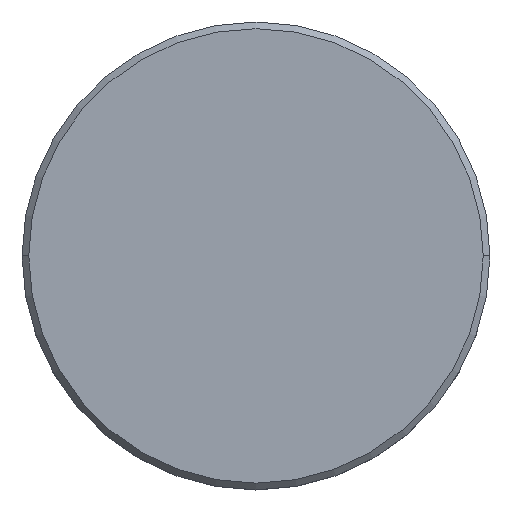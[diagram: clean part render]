
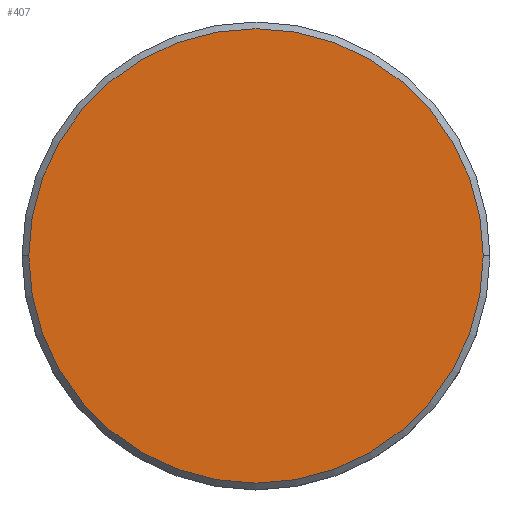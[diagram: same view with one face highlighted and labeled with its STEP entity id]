
A CAD part, top view. The second image highlights one B-rep face of the part: STEP entity #407.
In plain terms, the highlighted planar face has unit normal (0, 0, 1).
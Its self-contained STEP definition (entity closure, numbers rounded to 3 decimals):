
#27 = CARTESIAN_POINT ( 'NONE',  ( 0., 0., 0. ) ) ;
#35 = EDGE_CURVE ( 'NONE', #188, #667, #254, .T. ) ;
#76 = AXIS2_PLACEMENT_3D ( 'NONE', #27, #398, #748 ) ;
#153 = CARTESIAN_POINT ( 'NONE',  ( 0., 0., 0. ) ) ;
#188 = VERTEX_POINT ( 'NONE', #628 ) ;
#210 = FACE_OUTER_BOUND ( 'NONE', #858, .T. ) ;
#254 = CIRCLE ( 'NONE', #611, 17. ) ;
#301 = PLANE ( 'NONE',  #650 ) ;
#313 = DIRECTION ( 'NONE',  ( 0., 0., 1. ) ) ;
#398 = DIRECTION ( 'NONE',  ( 0., 0., 1. ) ) ;
#407 = ADVANCED_FACE ( 'NONE', ( #210 ), #301, .T. ) ;
#571 = CARTESIAN_POINT ( 'NONE',  ( 0., 0., 0. ) ) ;
#611 = AXIS2_PLACEMENT_3D ( 'NONE', #153, #1050, #961 ) ;
#628 = CARTESIAN_POINT ( 'NONE',  ( 17., 0., 0. ) ) ;
#629 = CIRCLE ( 'NONE', #76, 17. ) ;
#635 = CARTESIAN_POINT ( 'NONE',  ( -17., 0., 0. ) ) ;
#650 = AXIS2_PLACEMENT_3D ( 'NONE', #571, #313, #935 ) ;
#653 = ORIENTED_EDGE ( 'NONE', *, *, #871, .T. ) ;
#667 = VERTEX_POINT ( 'NONE', #635 ) ;
#748 = DIRECTION ( 'NONE',  ( 1., 0., 0. ) ) ;
#858 = EDGE_LOOP ( 'NONE', ( #653, #899 ) ) ;
#871 = EDGE_CURVE ( 'NONE', #667, #188, #629, .T. ) ;
#899 = ORIENTED_EDGE ( 'NONE', *, *, #35, .T. ) ;
#935 = DIRECTION ( 'NONE',  ( 1., 0., 0. ) ) ;
#961 = DIRECTION ( 'NONE',  ( 1., 0., 0. ) ) ;
#1050 = DIRECTION ( 'NONE',  ( 0., 0., 1. ) ) ;
